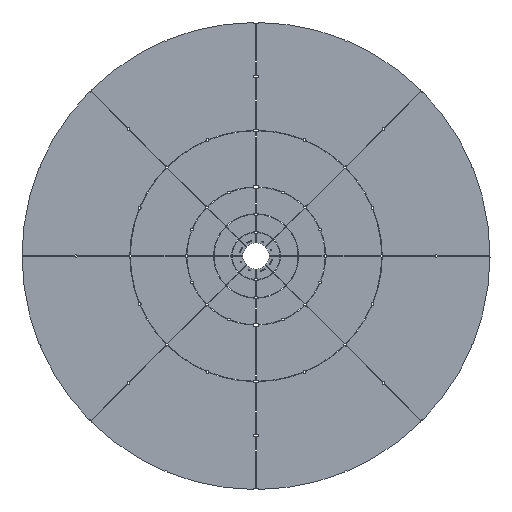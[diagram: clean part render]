
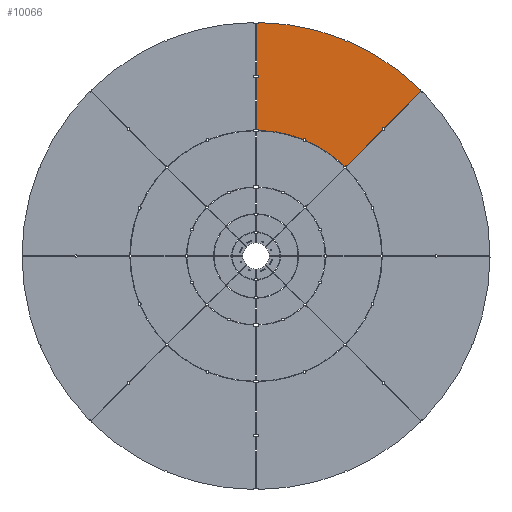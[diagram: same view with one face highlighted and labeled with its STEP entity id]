
A CAD part, front view. The second image highlights one B-rep face of the part: STEP entity #10066.
In plain terms, the highlighted face is planar.
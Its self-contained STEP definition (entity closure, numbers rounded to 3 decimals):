
#356=CIRCLE('',#10788,4.15);
#359=CIRCLE('',#10794,4.15);
#361=CIRCLE('',#10799,4.15);
#363=CIRCLE('',#10802,387.7);
#372=CIRCLE('',#10813,387.7);
#373=CIRCLE('',#10815,4.15);
#374=CIRCLE('',#10819,720.45);
#375=CIRCLE('',#10821,4.15);
#376=CIRCLE('',#10823,720.45);
#377=CIRCLE('',#10825,4.15);
#378=CIRCLE('',#10828,4.15);
#379=CIRCLE('',#10831,4.15);
#1231=FACE_OUTER_BOUND('',#1788,.T.);
#1788=EDGE_LOOP('',(#8003,#8004,#8005,#8006,#8007,#8008,#8009,#8010,#8011,
#8012,#8013,#8014,#8015,#8016,#8017,#8018,#8019,#8020,#8021,#8022));
#2553=LINE('',#16820,#3552);
#2556=LINE('',#16827,#3555);
#2561=LINE('',#16841,#3560);
#2564=LINE('',#16848,#3563);
#2575=LINE('',#16895,#3574);
#2576=LINE('',#16897,#3575);
#2581=LINE('',#16916,#3580);
#2584=LINE('',#16924,#3583);
#3552=VECTOR('',#12130,10.);
#3555=VECTOR('',#12135,10.);
#3560=VECTOR('',#12148,10.);
#3563=VECTOR('',#12153,10.);
#3574=VECTOR('',#12204,10.);
#3575=VECTOR('',#12207,10.);
#3580=VECTOR('',#12230,10.);
#3583=VECTOR('',#12239,10.);
#4530=VERTEX_POINT('',#16808);
#4532=VERTEX_POINT('',#16811);
#4535=VERTEX_POINT('',#16819);
#4536=VERTEX_POINT('',#16823);
#4538=VERTEX_POINT('',#16826);
#4541=VERTEX_POINT('',#16834);
#4543=VERTEX_POINT('',#16840);
#4544=VERTEX_POINT('',#16844);
#4546=VERTEX_POINT('',#16847);
#4549=VERTEX_POINT('',#16855);
#4551=VERTEX_POINT('',#16861);
#4561=VERTEX_POINT('',#16887);
#4562=VERTEX_POINT('',#16889);
#4563=VERTEX_POINT('',#16899);
#4564=VERTEX_POINT('',#16903);
#4565=VERTEX_POINT('',#16907);
#4566=VERTEX_POINT('',#16911);
#4567=VERTEX_POINT('',#16915);
#4568=VERTEX_POINT('',#16919);
#4569=VERTEX_POINT('',#16923);
#5741=EDGE_CURVE('',#4532,#4530,#356,.T.);
#5745=EDGE_CURVE('',#4535,#4532,#2553,.T.);
#5748=EDGE_CURVE('',#4538,#4536,#2556,.T.);
#5752=EDGE_CURVE('',#4541,#4538,#359,.T.);
#5755=EDGE_CURVE('',#4543,#4541,#2561,.T.);
#5758=EDGE_CURVE('',#4546,#4544,#2564,.T.);
#5762=EDGE_CURVE('',#4549,#4546,#361,.T.);
#5766=EDGE_CURVE('',#4530,#4551,#363,.T.);
#5780=EDGE_CURVE('',#4562,#4561,#372,.T.);
#5782=EDGE_CURVE('',#4551,#4562,#373,.T.);
#5783=EDGE_CURVE('',#4536,#4535,#2575,.T.);
#5784=EDGE_CURVE('',#4544,#4543,#2576,.T.);
#5785=EDGE_CURVE('',#4563,#4549,#374,.T.);
#5787=EDGE_CURVE('',#4564,#4563,#375,.T.);
#5789=EDGE_CURVE('',#4565,#4564,#376,.T.);
#5791=EDGE_CURVE('',#4566,#4565,#377,.T.);
#5793=EDGE_CURVE('',#4567,#4566,#2581,.T.);
#5795=EDGE_CURVE('',#4568,#4567,#378,.T.);
#5797=EDGE_CURVE('',#4569,#4568,#2584,.T.);
#5799=EDGE_CURVE('',#4561,#4569,#379,.T.);
#8003=ORIENTED_EDGE('',*,*,#5741,.T.);
#8004=ORIENTED_EDGE('',*,*,#5766,.T.);
#8005=ORIENTED_EDGE('',*,*,#5782,.T.);
#8006=ORIENTED_EDGE('',*,*,#5780,.T.);
#8007=ORIENTED_EDGE('',*,*,#5799,.T.);
#8008=ORIENTED_EDGE('',*,*,#5797,.T.);
#8009=ORIENTED_EDGE('',*,*,#5795,.T.);
#8010=ORIENTED_EDGE('',*,*,#5793,.T.);
#8011=ORIENTED_EDGE('',*,*,#5791,.T.);
#8012=ORIENTED_EDGE('',*,*,#5789,.T.);
#8013=ORIENTED_EDGE('',*,*,#5787,.T.);
#8014=ORIENTED_EDGE('',*,*,#5785,.T.);
#8015=ORIENTED_EDGE('',*,*,#5762,.T.);
#8016=ORIENTED_EDGE('',*,*,#5758,.T.);
#8017=ORIENTED_EDGE('',*,*,#5784,.T.);
#8018=ORIENTED_EDGE('',*,*,#5755,.T.);
#8019=ORIENTED_EDGE('',*,*,#5752,.T.);
#8020=ORIENTED_EDGE('',*,*,#5748,.T.);
#8021=ORIENTED_EDGE('',*,*,#5783,.T.);
#8022=ORIENTED_EDGE('',*,*,#5745,.T.);
#9603=PLANE('',#10832);
#10066=ADVANCED_FACE('',(#1231),#9603,.T.);
#10788=AXIS2_PLACEMENT_3D('',#16812,#12122,#12123);
#10794=AXIS2_PLACEMENT_3D('',#16835,#12142,#12143);
#10799=AXIS2_PLACEMENT_3D('',#16856,#12160,#12161);
#10802=AXIS2_PLACEMENT_3D('',#16863,#12168,#12169);
#10813=AXIS2_PLACEMENT_3D('',#16890,#12195,#12196);
#10815=AXIS2_PLACEMENT_3D('',#16893,#12200,#12201);
#10819=AXIS2_PLACEMENT_3D('',#16900,#12210,#12211);
#10821=AXIS2_PLACEMENT_3D('',#16904,#12215,#12216);
#10823=AXIS2_PLACEMENT_3D('',#16908,#12220,#12221);
#10825=AXIS2_PLACEMENT_3D('',#16912,#12225,#12226);
#10828=AXIS2_PLACEMENT_3D('',#16920,#12234,#12235);
#10831=AXIS2_PLACEMENT_3D('',#16927,#12243,#12244);
#10832=AXIS2_PLACEMENT_3D('',#16928,#12245,#12246);
#12122=DIRECTION('center_axis',(0.,0.,-1.));
#12123=DIRECTION('ref_axis',(-0.707,0.707,0.));
#12130=DIRECTION('',(0.707,0.707,0.));
#12135=DIRECTION('',(-0.707,-0.707,0.));
#12142=DIRECTION('center_axis',(0.,0.,-1.));
#12143=DIRECTION('ref_axis',(-0.707,0.707,0.));
#12148=DIRECTION('',(0.707,0.707,0.));
#12153=DIRECTION('',(-0.707,-0.707,0.));
#12160=DIRECTION('center_axis',(0.,0.,-1.));
#12161=DIRECTION('ref_axis',(-0.707,0.707,0.));
#12168=DIRECTION('center_axis',(0.,0.,-1.));
#12169=DIRECTION('ref_axis',(0.392,-0.92,0.));
#12195=DIRECTION('center_axis',(0.,0.,-1.));
#12196=DIRECTION('ref_axis',(0.011,-1.,0.));
#12200=DIRECTION('center_axis',(0.,0.,-1.));
#12201=DIRECTION('ref_axis',(-0.849,-0.529,0.));
#12204=DIRECTION('',(0.707,-0.707,0.));
#12207=DIRECTION('',(0.707,-0.707,0.));
#12210=DIRECTION('center_axis',(0.,0.,1.));
#12211=DIRECTION('ref_axis',(-0.388,0.922,0.));
#12215=DIRECTION('center_axis',(0.,0.,-1.));
#12216=DIRECTION('ref_axis',(0.864,0.504,0.));
#12220=DIRECTION('center_axis',(0.,0.,1.));
#12221=DIRECTION('ref_axis',(-0.006,1.,0.));
#12225=DIRECTION('center_axis',(0.,0.,-1.));
#12226=DIRECTION('ref_axis',(0.991,0.135,0.));
#12230=DIRECTION('',(0.,1.,0.));
#12234=DIRECTION('center_axis',(0.,0.,-1.));
#12235=DIRECTION('ref_axis',(0.169,-0.986,0.));
#12239=DIRECTION('',(0.,1.,0.));
#12243=DIRECTION('center_axis',(0.,0.,-1.));
#12244=DIRECTION('ref_axis',(0.169,-0.986,0.));
#12245=DIRECTION('center_axis',(0.,0.,1.));
#12246=DIRECTION('ref_axis',(1.,0.,0.));
#16808=CARTESIAN_POINT('',(-269.296,278.911,40.));
#16811=CARTESIAN_POINT('',(-274.669,278.487,40.));
#16812=CARTESIAN_POINT('Origin',(-271.734,275.553,40.));
#16819=CARTESIAN_POINT('',(-276.083,277.073,40.));
#16820=CARTESIAN_POINT('',(-204.616,348.54,40.));
#16823=CARTESIAN_POINT('',(-388.303,389.293,40.));
#16826=CARTESIAN_POINT('',(-386.889,390.707,40.));
#16827=CARTESIAN_POINT('',(-313.384,464.212,40.));
#16834=CARTESIAN_POINT('',(-392.758,396.576,40.));
#16835=CARTESIAN_POINT('Origin',(-389.823,393.642,40.));
#16840=CARTESIAN_POINT('',(-394.172,395.162,40.));
#16841=CARTESIAN_POINT('',(-321.445,467.889,40.));
#16844=CARTESIAN_POINT('',(-506.391,507.381,40.));
#16847=CARTESIAN_POINT('',(-504.977,508.795,40.));
#16848=CARTESIAN_POINT('',(-431.472,582.3,40.));
#16855=CARTESIAN_POINT('',(-504.597,514.227,40.));
#16856=CARTESIAN_POINT('Origin',(-507.911,511.73,40.));
#16861=CARTESIAN_POINT('',(-152.141,356.601,40.));
#16863=CARTESIAN_POINT('Origin',(0.,0.,40.));
#16887=CARTESIAN_POINT('',(-4.094,387.678,40.));
#16889=CARTESIAN_POINT('',(-144.576,359.735,40.));
#16890=CARTESIAN_POINT('Origin',(0.,0.,40.));
#16893=CARTESIAN_POINT('Origin',(-148.098,357.541,40.));
#16895=CARTESIAN_POINT('',(-388.35,389.34,40.));
#16897=CARTESIAN_POINT('',(-506.437,507.427,40.));
#16899=CARTESIAN_POINT('',(-279.499,664.025,40.));
#16900=CARTESIAN_POINT('Origin',(0.,0.,40.));
#16903=CARTESIAN_POINT('',(-271.901,667.172,40.));
#16904=CARTESIAN_POINT('Origin',(-275.915,666.117,40.));
#16907=CARTESIAN_POINT('',(-4.112,720.438,40.));
#16908=CARTESIAN_POINT('Origin',(0.,0.,40.));
#16911=CARTESIAN_POINT('',(-0.7,716.909,40.));
#16912=CARTESIAN_POINT('Origin',(0.,721.,40.));
#16915=CARTESIAN_POINT('',(-0.7,558.091,40.));
#16916=CARTESIAN_POINT('',(-0.7,558.091,40.));
#16919=CARTESIAN_POINT('',(-0.7,549.909,40.));
#16920=CARTESIAN_POINT('Origin',(0.,554.,40.));
#16923=CARTESIAN_POINT('',(-0.7,391.091,40.));
#16924=CARTESIAN_POINT('',(-0.7,391.091,40.));
#16927=CARTESIAN_POINT('Origin',(0.,387.,40.));
#16928=CARTESIAN_POINT('Origin',(-210.604,508.443,40.));
